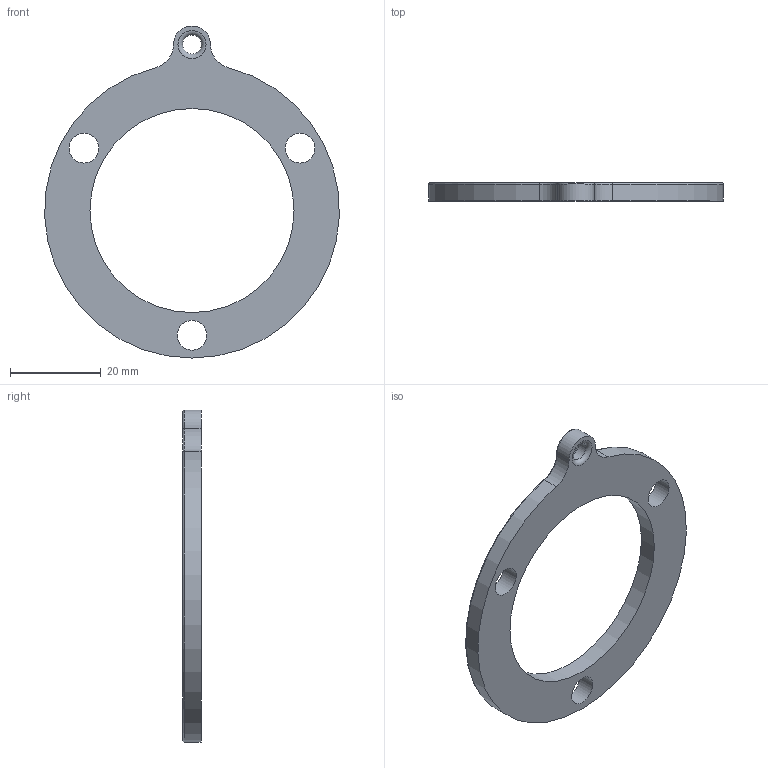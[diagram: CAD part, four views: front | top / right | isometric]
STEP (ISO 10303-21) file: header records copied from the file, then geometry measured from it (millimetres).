
FILE_DESCRIPTION(/* description */ (''),/* implementation_level */ '2;1');
FILE_NAME(/* name */ 'LaunchRing v3.step',/* time_stamp */ '2023-09-28T22:48:56-04:00',/* author */ (''),/* organization */ (''),/* preprocessor_version */ 'ST-DEVELOPER v20',/* originating_system */ 'Autodesk Translation Framework v12.14.0.127',/* authorisation */ '');
FILE_SCHEMA (('AUTOMOTIVE_DESIGN { 1 0 10303 214 3 1 1 }'));
Length unit declared in the file: millimetre
Products named in the file (2): LaunchRing; BasicRing v5
Assembly tree (1 placements, depth 2):
  LaunchRing
    BasicRing v5
Bounding box: 64.95 x 4 x 73.17 mm (x, y, z)
Volume: 6712 mm3; surface area: 5046.7 mm2
Topology: 1 solids, 1 shells, 17 faces, 41 edges, 26 vertices
Faces by surface type: cylinder 9, torus 6, plane 2
Full cylindrical faces by diameter (mm): 4.175 x1, 6.55 x3, 45 x1
Entity records: 588 total; most frequent: DIRECTION 113, CARTESIAN_POINT 87, ORIENTED_EDGE 82, AXIS2_PLACEMENT_3D 52, EDGE_CURVE 41, CIRCLE 32, EDGE_LOOP 27, VERTEX_POINT 26
